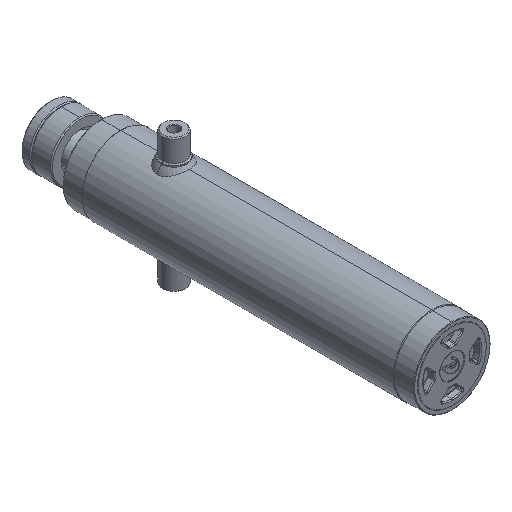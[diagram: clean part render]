
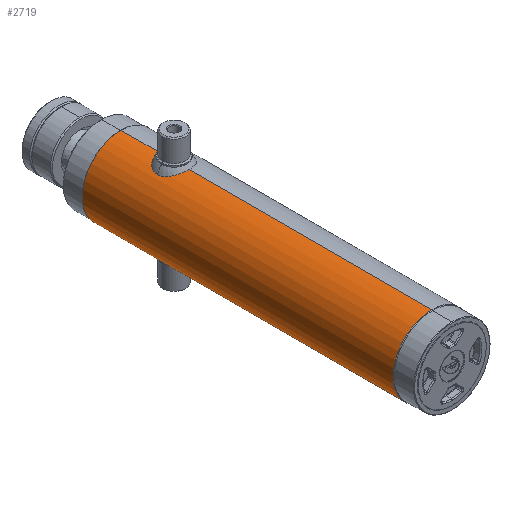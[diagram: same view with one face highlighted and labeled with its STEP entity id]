
A CAD part, isometric view. The second image highlights one B-rep face of the part: STEP entity #2719.
In plain terms, the highlighted cylindrical face has radius 75.75 mm (diameter 151.5 mm), a partial arc.
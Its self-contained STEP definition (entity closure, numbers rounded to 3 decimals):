
#23 = CARTESIAN_POINT ( 'NONE',  ( -5.39, 546.665, 75.558 ) ) ;
#361 = CARTESIAN_POINT ( 'NONE',  ( 0., 40., -75.75 ) ) ;
#444 = CARTESIAN_POINT ( 'NONE',  ( 0., 550., 75.75 ) ) ;
#666 = ORIENTED_EDGE ( 'NONE', *, *, #5642, .F. ) ;
#700 = CARTESIAN_POINT ( 'NONE',  ( -5.683, 545.933, 75.537 ) ) ;
#706 = CARTESIAN_POINT ( 'NONE',  ( 0., 522.61, -75.75 ) ) ;
#746 = CARTESIAN_POINT ( 'NONE',  ( -5.962, 543.218, 75.515 ) ) ;
#800 = CARTESIAN_POINT ( 'NONE',  ( -3.963, 548.522, 75.647 ) ) ;
#848 = CARTESIAN_POINT ( 'NONE',  ( -2.483, 538.534, 75.71 ) ) ;
#996 = DIRECTION ( 'NONE',  ( 0., 0., 1. ) ) ;
#1483 = CARTESIAN_POINT ( 'NONE',  ( -5.21, 540.998, 75.571 ) ) ;
#1587 = CARTESIAN_POINT ( 'NONE',  ( 0., 522.61, 75.75 ) ) ;
#1831 = DIRECTION ( 'NONE',  ( 0., 1., 0. ) ) ;
#1858 = ORIENTED_EDGE ( 'NONE', *, *, #6694, .F. ) ;
#1880 = CARTESIAN_POINT ( 'NONE',  ( 0., 648., 0. ) ) ;
#2244 = CARTESIAN_POINT ( 'NONE',  ( -1.942, 538.309, 75.726 ) ) ;
#2335 = CARTESIAN_POINT ( 'NONE',  ( -0.397, 538., 75.75 ) ) ;
#2438 = CARTESIAN_POINT ( 'NONE',  ( -5.206, 547.009, 75.571 ) ) ;
#2719 = ADVANCED_FACE ( 'NONE', ( #3144 ), #4013, .T. ) ;
#2738 = CIRCLE ( 'NONE', #5346, 75.75 ) ;
#2816 = AXIS2_PLACEMENT_3D ( 'NONE', #4824, #8611, #7080 ) ;
#3017 = CARTESIAN_POINT ( 'NONE',  ( -3.969, 539.483, 75.646 ) ) ;
#3064 = CARTESIAN_POINT ( 'NONE',  ( -5.961, 544.79, 75.515 ) ) ;
#3108 = CARTESIAN_POINT ( 'NONE',  ( -3.004, 549.209, 75.691 ) ) ;
#3144 = FACE_OUTER_BOUND ( 'NONE', #4204, .T. ) ;
#3212 = CARTESIAN_POINT ( 'NONE',  ( -4.775, 540.346, 75.6 ) ) ;
#3258 = DIRECTION ( 'NONE',  ( 0., 1., 0. ) ) ;
#3316 = DIRECTION ( 'NONE',  ( 0., 0., 1. ) ) ;
#3780 = CARTESIAN_POINT ( 'NONE',  ( -3.661, 548.77, 75.662 ) ) ;
#3811 = VECTOR ( 'NONE', #8524, 1000. ) ;
#3826 = LINE ( 'NONE', #1587, #3811 ) ;
#3875 = CARTESIAN_POINT ( 'NONE',  ( -3.006, 538.804, 75.691 ) ) ;
#3925 = CARTESIAN_POINT ( 'NONE',  ( -6., 544.401, 75.512 ) ) ;
#4013 = CYLINDRICAL_SURFACE ( 'NONE', #2816, 75.75 ) ;
#4053 = VERTEX_POINT ( 'NONE', #7501 ) ;
#4204 = EDGE_LOOP ( 'NONE', ( #1858, #5295, #6814, #6628, #8471, #666 ) ) ;
#4235 = CARTESIAN_POINT ( 'NONE',  ( 0., 40., 0. ) ) ;
#4542 = CARTESIAN_POINT ( 'NONE',  ( -3.667, 539.235, 75.662 ) ) ;
#4689 = CARTESIAN_POINT ( 'NONE',  ( -4.77, 547.661, 75.6 ) ) ;
#4737 = CARTESIAN_POINT ( 'NONE',  ( -0.392, 550., 75.75 ) ) ;
#4824 = CARTESIAN_POINT ( 'NONE',  ( 0., 522.61, 0. ) ) ;
#5280 = EDGE_CURVE ( 'NONE', #6598, #4053, #7305, .T. ) ;
#5295 = ORIENTED_EDGE ( 'NONE', *, *, #5280, .T. ) ;
#5346 = AXIS2_PLACEMENT_3D ( 'NONE', #1880, #1831, #996 ) ;
#5351 = CARTESIAN_POINT ( 'NONE',  ( -0.789, 538.039, 75.747 ) ) ;
#5403 = CARTESIAN_POINT ( 'NONE',  ( -5.8, 542.452, 75.528 ) ) ;
#5546 = CARTESIAN_POINT ( 'NONE',  ( -5.846, 545.366, 75.524 ) ) ;
#5642 = EDGE_CURVE ( 'NONE', #5870, #8717, #2738, .T. ) ;
#5870 = VERTEX_POINT ( 'NONE', #6818 ) ;
#6104 = CARTESIAN_POINT ( 'NONE',  ( -5.394, 541.343, 75.558 ) ) ;
#6115 = VERTEX_POINT ( 'NONE', #9037 ) ;
#6151 = CARTESIAN_POINT ( 'NONE',  ( -4.522, 540.037, 75.615 ) ) ;
#6177 = B_SPLINE_CURVE_WITH_KNOTS ( 'NONE', 3,
 ( #444, #4737, #6858, #7809, #7046, #8570, #6907, #9991, #3108, #3780, #800, #6291, #4689, #2438, #23, #8469, #700, #7713, #5546, #3064, #3925, #9952, #746, #6195, #5403, #9283, #9190, #6104, #1483, #3212, #6151, #3017, #4542, #6997, #3875, #9391, #848, #2244, #10044, #5351, #2335, #6953 ),
 .UNSPECIFIED., .F., .F.,
 ( 4, 2, 2, 2, 2, 2, 2, 2, 2, 2, 2, 2, 2, 2, 2, 2, 2, 2, 2, 2, 4 ),
 ( 0.019, 0.02, 0.021, 0.021, 0.022, 0.023, 0.025, 0.026, 0.026, 0.027, 0.028, 0.029, 0.03, 0.03, 0.032, 0.033, 0.034, 0.035, 0.035, 0.036, 0.038 ),
 .UNSPECIFIED. ) ;
#6195 = CARTESIAN_POINT ( 'NONE',  ( -5.848, 542.643, 75.524 ) ) ;
#6291 = CARTESIAN_POINT ( 'NONE',  ( -4.516, 547.969, 75.616 ) ) ;
#6486 = CARTESIAN_POINT ( 'NONE',  ( 0., 522.61, 75.75 ) ) ;
#6598 = VERTEX_POINT ( 'NONE', #361 ) ;
#6628 = ORIENTED_EDGE ( 'NONE', *, *, #10019, .F. ) ;
#6694 = EDGE_CURVE ( 'NONE', #6598, #5870, #9195, .T. ) ;
#6784 = VECTOR ( 'NONE', #7050, 1000. ) ;
#6814 = ORIENTED_EDGE ( 'NONE', *, *, #9176, .T. ) ;
#6818 = CARTESIAN_POINT ( 'NONE',  ( 0., 648., -75.75 ) ) ;
#6831 = AXIS2_PLACEMENT_3D ( 'NONE', #4235, #7306, #3316 ) ;
#6858 = CARTESIAN_POINT ( 'NONE',  ( -0.781, 549.962, 75.747 ) ) ;
#6907 = CARTESIAN_POINT ( 'NONE',  ( -2.114, 549.619, 75.721 ) ) ;
#6953 = CARTESIAN_POINT ( 'NONE',  ( 0., 538., 75.75 ) ) ;
#6997 = CARTESIAN_POINT ( 'NONE',  ( -3.176, 538.906, 75.684 ) ) ;
#7046 = CARTESIAN_POINT ( 'NONE',  ( -1.554, 549.799, 75.734 ) ) ;
#7050 = DIRECTION ( 'NONE',  ( 0., 1., 0. ) ) ;
#7080 = DIRECTION ( 'NONE',  ( 0., 0., 1. ) ) ;
#7305 = CIRCLE ( 'NONE', #6831, 75.75 ) ;
#7306 = DIRECTION ( 'NONE',  ( 0., 1., 0. ) ) ;
#7501 = CARTESIAN_POINT ( 'NONE',  ( 0., 40., 75.75 ) ) ;
#7511 = VECTOR ( 'NONE', #3258, 1000. ) ;
#7576 = VERTEX_POINT ( 'NONE', #8464 ) ;
#7713 = CARTESIAN_POINT ( 'NONE',  ( -5.798, 545.556, 75.528 ) ) ;
#7809 = CARTESIAN_POINT ( 'NONE',  ( -1.361, 549.847, 75.738 ) ) ;
#8464 = CARTESIAN_POINT ( 'NONE',  ( 0., 538., 75.75 ) ) ;
#8469 = CARTESIAN_POINT ( 'NONE',  ( -5.616, 546.12, 75.542 ) ) ;
#8471 = ORIENTED_EDGE ( 'NONE', *, *, #10032, .T. ) ;
#8524 = DIRECTION ( 'NONE',  ( 0., 1., 0. ) ) ;
#8570 = CARTESIAN_POINT ( 'NONE',  ( -1.93, 549.685, 75.726 ) ) ;
#8611 = DIRECTION ( 'NONE',  ( 0., 1., 0. ) ) ;
#8717 = VERTEX_POINT ( 'NONE', #9414 ) ;
#9037 = CARTESIAN_POINT ( 'NONE',  ( 0., 550., 75.75 ) ) ;
#9176 = EDGE_CURVE ( 'NONE', #4053, #7576, #9437, .T. ) ;
#9190 = CARTESIAN_POINT ( 'NONE',  ( -5.62, 541.888, 75.541 ) ) ;
#9195 = LINE ( 'NONE', #706, #6784 ) ;
#9283 = CARTESIAN_POINT ( 'NONE',  ( -5.686, 542.076, 75.536 ) ) ;
#9391 = CARTESIAN_POINT ( 'NONE',  ( -2.66, 538.618, 75.703 ) ) ;
#9414 = CARTESIAN_POINT ( 'NONE',  ( 0., 648., 75.75 ) ) ;
#9437 = LINE ( 'NONE', #6486, #7511 ) ;
#9952 = CARTESIAN_POINT ( 'NONE',  ( -6., 543.609, 75.512 ) ) ;
#9991 = CARTESIAN_POINT ( 'NONE',  ( -2.656, 549.394, 75.704 ) ) ;
#10019 = EDGE_CURVE ( 'NONE', #6115, #7576, #6177, .T. ) ;
#10032 = EDGE_CURVE ( 'NONE', #6115, #8717, #3826, .T. ) ;
#10044 = CARTESIAN_POINT ( 'NONE',  ( -1.565, 538.194, 75.735 ) ) ;
